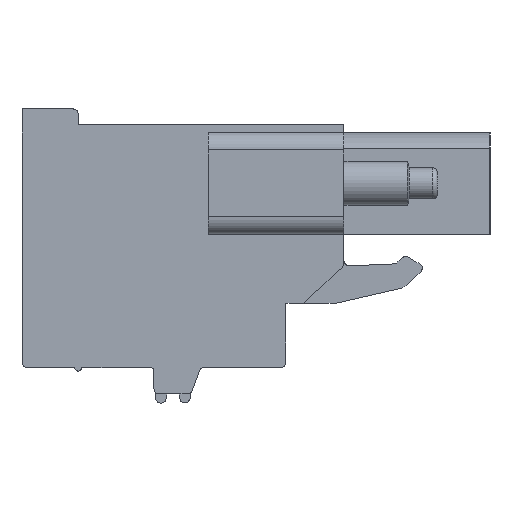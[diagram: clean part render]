
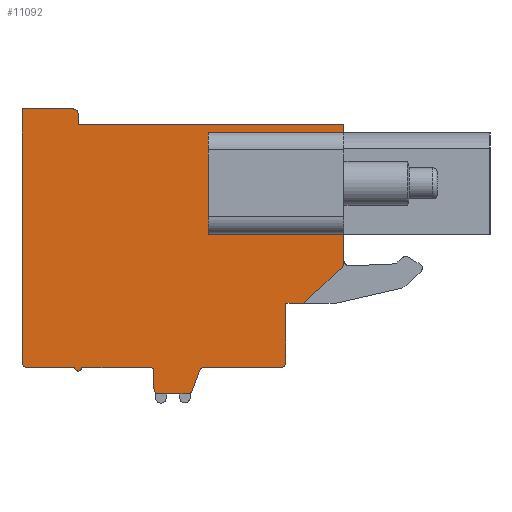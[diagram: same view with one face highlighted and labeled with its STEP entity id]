
A CAD part, left-side view. The second image highlights one B-rep face of the part: STEP entity #11092.
In plain terms, the highlighted planar face has unit normal (-1, 0, 0).
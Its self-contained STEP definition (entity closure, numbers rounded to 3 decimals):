
#1952=DIRECTION('',(0.,1.,0.));
#1953=VECTOR('',#1952,6.1);
#1954=CARTESIAN_POINT('',(-46.34,-4.06,0.73));
#1955=LINE('',#1954,#1953);
#1956=DIRECTION('',(0.,1.,0.));
#1957=VECTOR('',#1956,6.1);
#1958=CARTESIAN_POINT('',(-46.34,-4.06,6.53));
#1959=LINE('',#1958,#1957);
#1960=DIRECTION('',(0.,0.,-1.));
#1961=VECTOR('',#1960,7.87);
#1962=CARTESIAN_POINT('',(-46.34,-5.66,6.96));
#1963=LINE('',#1962,#1961);
#1964=CARTESIAN_POINT('',(-46.34,-5.36,-0.91));
#1965=DIRECTION('',(1.,0.,0.));
#1966=DIRECTION('',(0.,-1.,0.));
#1967=AXIS2_PLACEMENT_3D('',#1964,#1965,#1966);
#1969=DIRECTION('',(0.,0.731,-0.683));
#1970=VECTOR('',#1969,3.018);
#1971=CARTESIAN_POINT('',(-46.34,-5.565,-1.129));
#1972=LINE('',#1971,#1970);
#1973=DIRECTION('',(0.,1.,0.));
#1974=VECTOR('',#1973,1.);
#1975=CARTESIAN_POINT('',(-46.34,-3.36,-3.19));
#1976=LINE('',#1975,#1974);
#1977=DIRECTION('',(0.,0.,-1.));
#1978=VECTOR('',#1977,3.35);
#1979=CARTESIAN_POINT('',(-46.34,-2.36,-3.19));
#1980=LINE('',#1979,#1978);
#1981=CARTESIAN_POINT('',(-46.34,-2.06,-6.54));
#1982=DIRECTION('',(1.,0.,0.));
#1983=DIRECTION('',(0.,-1.,0.));
#1984=AXIS2_PLACEMENT_3D('',#1981,#1982,#1983);
#1986=DIRECTION('',(0.,1.,0.));
#1987=VECTOR('',#1986,4.34);
#1988=CARTESIAN_POINT('',(-46.34,-2.06,-6.84));
#1989=LINE('',#1988,#1987);
#1990=CARTESIAN_POINT('',(-46.34,2.28,-7.14));
#1991=DIRECTION('',(-1.,0.,0.));
#1992=DIRECTION('',(0.,0.,1.));
#1993=AXIS2_PLACEMENT_3D('',#1990,#1991,#1992);
#1995=DIRECTION('',(0.,0.345,-0.939));
#1996=VECTOR('',#1995,1.179);
#1997=CARTESIAN_POINT('',(-46.34,2.562,-7.037));
#1998=LINE('',#1997,#1996);
#1999=CARTESIAN_POINT('',(-46.34,3.25,-8.04));
#2000=DIRECTION('',(1.,0.,0.));
#2001=DIRECTION('',(0.,-0.939,-0.345));
#2002=AXIS2_PLACEMENT_3D('',#1999,#2000,#2001);
#2004=DIRECTION('',(0.,1.,0.));
#2005=VECTOR('',#2004,1.59);
#2006=CARTESIAN_POINT('',(-46.34,3.25,-8.34));
#2007=LINE('',#2006,#2005);
#2008=CARTESIAN_POINT('',(-46.34,4.84,-8.04));
#2009=DIRECTION('',(1.,0.,0.));
#2010=DIRECTION('',(0.,0.,-1.));
#2011=AXIS2_PLACEMENT_3D('',#2008,#2009,#2010);
#2013=DIRECTION('',(0.,0.,1.));
#2014=VECTOR('',#2013,1.);
#2015=CARTESIAN_POINT('',(-46.34,5.14,-8.04));
#2016=LINE('',#2015,#2014);
#2017=CARTESIAN_POINT('',(-46.34,5.34,-7.04));
#2018=DIRECTION('',(-1.,0.,0.));
#2019=DIRECTION('',(0.,-1.,0.));
#2020=AXIS2_PLACEMENT_3D('',#2017,#2018,#2019);
#2022=DIRECTION('',(0.,1.,0.));
#2023=VECTOR('',#2022,3.9);
#2024=CARTESIAN_POINT('',(-46.34,5.34,-6.84));
#2025=LINE('',#2024,#2023);
#2026=CARTESIAN_POINT('',(-46.34,9.44,-6.84));
#2027=DIRECTION('',(1.,0.,0.));
#2028=DIRECTION('',(0.,-1.,0.));
#2029=AXIS2_PLACEMENT_3D('',#2026,#2027,#2028);
#2031=DIRECTION('',(0.,1.,0.));
#2032=VECTOR('',#2031,2.7);
#2033=CARTESIAN_POINT('',(-46.34,9.64,-6.84));
#2034=LINE('',#2033,#2032);
#2035=CARTESIAN_POINT('',(-46.34,12.34,-6.54));
#2036=DIRECTION('',(1.,0.,0.));
#2037=DIRECTION('',(0.,0.,-1.));
#2038=AXIS2_PLACEMENT_3D('',#2035,#2036,#2037);
#2040=DIRECTION('',(0.,0.,1.));
#2041=VECTOR('',#2040,14.4);
#2042=CARTESIAN_POINT('',(-46.34,12.64,-6.54));
#2043=LINE('',#2042,#2041);
#2044=DIRECTION('',(0.,-1.,0.));
#2045=VECTOR('',#2044,2.9);
#2046=CARTESIAN_POINT('',(-46.34,12.64,7.86));
#2047=LINE('',#2046,#2045);
#2048=CARTESIAN_POINT('',(-46.34,9.74,7.56));
#2049=DIRECTION('',(1.,0.,0.));
#2050=DIRECTION('',(0.,0.,1.));
#2051=AXIS2_PLACEMENT_3D('',#2048,#2049,#2050);
#2053=DIRECTION('',(0.,0.,-1.));
#2054=VECTOR('',#2053,0.6);
#2055=CARTESIAN_POINT('',(-46.34,9.44,7.56));
#2056=LINE('',#2055,#2054);
#2057=DIRECTION('',(0.,-1.,0.));
#2058=VECTOR('',#2057,15.1);
#2059=CARTESIAN_POINT('',(-46.34,9.44,6.96));
#2060=LINE('',#2059,#2058);
#2112=DIRECTION('',(0.,0.,1.));
#2113=VECTOR('',#2112,5.8);
#2114=CARTESIAN_POINT('',(-46.34,2.04,0.73));
#2115=LINE('',#2114,#2113);
#2217=DIRECTION('',(0.,0.,1.));
#2218=VECTOR('',#2217,5.8);
#2219=CARTESIAN_POINT('',(-46.34,-4.06,0.73));
#2220=LINE('',#2219,#2218);
#6407=CARTESIAN_POINT('',(-46.34,9.44,6.96));
#6408=CARTESIAN_POINT('',(-46.34,-5.66,6.96));
#6409=VERTEX_POINT('',#6407);
#6410=VERTEX_POINT('',#6408);
#6411=CARTESIAN_POINT('',(-46.34,-5.66,-0.91));
#6412=CARTESIAN_POINT('',(-46.34,-5.565,-1.129));
#6413=VERTEX_POINT('',#6411);
#6414=VERTEX_POINT('',#6412);
#6415=CARTESIAN_POINT('',(-46.34,-3.36,-3.19));
#6416=VERTEX_POINT('',#6415);
#6417=CARTESIAN_POINT('',(-46.34,-2.36,-3.19));
#6418=VERTEX_POINT('',#6417);
#6419=CARTESIAN_POINT('',(-46.34,-2.36,-6.54));
#6420=VERTEX_POINT('',#6419);
#6421=CARTESIAN_POINT('',(-46.34,-2.06,-6.84));
#6422=VERTEX_POINT('',#6421);
#6423=CARTESIAN_POINT('',(-46.34,2.28,-6.84));
#6424=VERTEX_POINT('',#6423);
#6425=CARTESIAN_POINT('',(-46.34,2.562,-7.037));
#6426=VERTEX_POINT('',#6425);
#6427=CARTESIAN_POINT('',(-46.34,2.968,-8.143));
#6428=VERTEX_POINT('',#6427);
#6429=CARTESIAN_POINT('',(-46.34,3.25,-8.34));
#6430=VERTEX_POINT('',#6429);
#6431=CARTESIAN_POINT('',(-46.34,4.84,-8.34));
#6432=VERTEX_POINT('',#6431);
#6433=CARTESIAN_POINT('',(-46.34,5.14,-8.04));
#6434=VERTEX_POINT('',#6433);
#6435=CARTESIAN_POINT('',(-46.34,5.14,-7.04));
#6436=VERTEX_POINT('',#6435);
#6437=CARTESIAN_POINT('',(-46.34,5.34,-6.84));
#6438=VERTEX_POINT('',#6437);
#6439=CARTESIAN_POINT('',(-46.34,9.24,-6.84));
#6440=VERTEX_POINT('',#6439);
#6441=CARTESIAN_POINT('',(-46.34,9.64,-6.84));
#6442=VERTEX_POINT('',#6441);
#6443=CARTESIAN_POINT('',(-46.34,12.34,-6.84));
#6444=VERTEX_POINT('',#6443);
#6445=CARTESIAN_POINT('',(-46.34,12.64,-6.54));
#6446=VERTEX_POINT('',#6445);
#6447=CARTESIAN_POINT('',(-46.34,12.64,7.86));
#6448=VERTEX_POINT('',#6447);
#6449=CARTESIAN_POINT('',(-46.34,9.74,7.86));
#6450=VERTEX_POINT('',#6449);
#6451=CARTESIAN_POINT('',(-46.34,9.44,7.56));
#6452=VERTEX_POINT('',#6451);
#8201=CARTESIAN_POINT('',(-46.34,2.04,0.73));
#8202=CARTESIAN_POINT('',(-46.34,2.04,6.53));
#8203=VERTEX_POINT('',#8201);
#8204=VERTEX_POINT('',#8202);
#8237=CARTESIAN_POINT('',(-46.34,-4.06,0.73));
#8238=CARTESIAN_POINT('',(-46.34,-4.06,6.53));
#8239=VERTEX_POINT('',#8237);
#8240=VERTEX_POINT('',#8238);
#11030=CARTESIAN_POINT('',(-46.34,0.,0.));
#11031=DIRECTION('',(1.,0.,0.));
#11032=DIRECTION('',(0.,-1.,0.));
#11033=AXIS2_PLACEMENT_3D('',#11030,#11031,#11032);
#11034=PLANE('',#11033);
#11035=ORIENTED_EDGE('',*,*,#8489,.T.);
#11037=ORIENTED_EDGE('',*,*,#11036,.T.);
#11039=ORIENTED_EDGE('',*,*,#11038,.T.);
#11041=ORIENTED_EDGE('',*,*,#11040,.T.);
#11043=ORIENTED_EDGE('',*,*,#11042,.T.);
#11045=ORIENTED_EDGE('',*,*,#11044,.T.);
#11047=ORIENTED_EDGE('',*,*,#11046,.T.);
#11049=ORIENTED_EDGE('',*,*,#11048,.T.);
#11051=ORIENTED_EDGE('',*,*,#11050,.T.);
#11053=ORIENTED_EDGE('',*,*,#11052,.T.);
#11055=ORIENTED_EDGE('',*,*,#11054,.T.);
#11057=ORIENTED_EDGE('',*,*,#11056,.T.);
#11059=ORIENTED_EDGE('',*,*,#11058,.T.);
#11061=ORIENTED_EDGE('',*,*,#11060,.T.);
#11063=ORIENTED_EDGE('',*,*,#11062,.T.);
#11065=ORIENTED_EDGE('',*,*,#11064,.T.);
#11067=ORIENTED_EDGE('',*,*,#11066,.T.);
#11069=ORIENTED_EDGE('',*,*,#11068,.T.);
#11071=ORIENTED_EDGE('',*,*,#11070,.T.);
#11073=ORIENTED_EDGE('',*,*,#11072,.T.);
#11075=ORIENTED_EDGE('',*,*,#11074,.T.);
#11077=ORIENTED_EDGE('',*,*,#11076,.T.);
#11079=ORIENTED_EDGE('',*,*,#11078,.T.);
#11080=EDGE_LOOP('',(#11035,#11037,#11039,#11041,#11043,#11045,#11047,#11049,
#11051,#11053,#11055,#11057,#11059,#11061,#11063,#11065,#11067,#11069,#11071,
#11073,#11075,#11077,#11079));
#11081=FACE_OUTER_BOUND('',#11080,.F.);
#11083=ORIENTED_EDGE('',*,*,#11082,.F.);
#11085=ORIENTED_EDGE('',*,*,#11084,.T.);
#11087=ORIENTED_EDGE('',*,*,#11086,.T.);
#11089=ORIENTED_EDGE('',*,*,#11088,.F.);
#11090=EDGE_LOOP('',(#11083,#11085,#11087,#11089));
#11091=FACE_BOUND('',#11090,.F.);
#11092=ADVANCED_FACE('',(#11081,#11091),#11034,.F.);
#1968=CIRCLE('',#1967,0.3);
#1985=CIRCLE('',#1984,0.3);
#1994=CIRCLE('',#1993,0.3);
#2003=CIRCLE('',#2002,0.3);
#2012=CIRCLE('',#2011,0.3);
#2021=CIRCLE('',#2020,0.2);
#2030=CIRCLE('',#2029,0.2);
#2039=CIRCLE('',#2038,0.3);
#2052=CIRCLE('',#2051,0.3);
#8489=EDGE_CURVE('',#6410,#6413,#1963,.T.);
#11036=EDGE_CURVE('',#6413,#6414,#1968,.T.);
#11038=EDGE_CURVE('',#6414,#6416,#1972,.T.);
#11040=EDGE_CURVE('',#6416,#6418,#1976,.T.);
#11042=EDGE_CURVE('',#6418,#6420,#1980,.T.);
#11044=EDGE_CURVE('',#6420,#6422,#1985,.T.);
#11046=EDGE_CURVE('',#6422,#6424,#1989,.T.);
#11048=EDGE_CURVE('',#6424,#6426,#1994,.T.);
#11050=EDGE_CURVE('',#6426,#6428,#1998,.T.);
#11052=EDGE_CURVE('',#6428,#6430,#2003,.T.);
#11054=EDGE_CURVE('',#6430,#6432,#2007,.T.);
#11056=EDGE_CURVE('',#6432,#6434,#2012,.T.);
#11058=EDGE_CURVE('',#6434,#6436,#2016,.T.);
#11060=EDGE_CURVE('',#6436,#6438,#2021,.T.);
#11062=EDGE_CURVE('',#6438,#6440,#2025,.T.);
#11064=EDGE_CURVE('',#6440,#6442,#2030,.T.);
#11066=EDGE_CURVE('',#6442,#6444,#2034,.T.);
#11068=EDGE_CURVE('',#6444,#6446,#2039,.T.);
#11070=EDGE_CURVE('',#6446,#6448,#2043,.T.);
#11072=EDGE_CURVE('',#6448,#6450,#2047,.T.);
#11074=EDGE_CURVE('',#6450,#6452,#2052,.T.);
#11076=EDGE_CURVE('',#6452,#6409,#2056,.T.);
#11078=EDGE_CURVE('',#6409,#6410,#2060,.T.);
#11082=EDGE_CURVE('',#8239,#8203,#1955,.T.);
#11084=EDGE_CURVE('',#8239,#8240,#2220,.T.);
#11086=EDGE_CURVE('',#8240,#8204,#1959,.T.);
#11088=EDGE_CURVE('',#8203,#8204,#2115,.T.);
